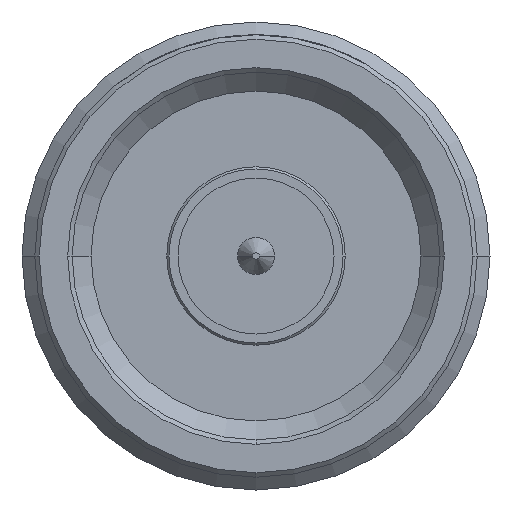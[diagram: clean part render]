
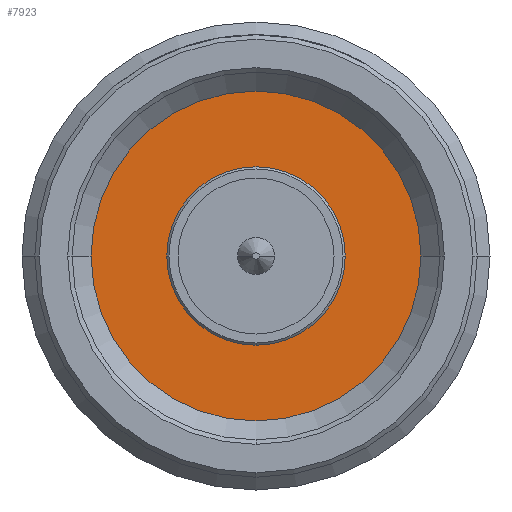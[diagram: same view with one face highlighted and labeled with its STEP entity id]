
A CAD part, left-side view. The second image highlights one B-rep face of the part: STEP entity #7923.
In plain terms, the highlighted planar face has unit normal (-1, 0, 0).
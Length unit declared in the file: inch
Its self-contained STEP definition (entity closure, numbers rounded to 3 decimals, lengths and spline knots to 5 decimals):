
#102 = ORIENTED_EDGE ( 'NONE', *, *, #3883, .T. ) ;
#322 = CARTESIAN_POINT ( 'NONE',  ( 0.44094, 0., 0. ) ) ;
#947 = FACE_BOUND ( 'NONE', #1640, .T. ) ;
#1041 = VERTEX_POINT ( 'NONE', #6526 ) ;
#1166 = EDGE_CURVE ( 'NONE', #1041, #6190, #6048, .T. ) ;
#1480 = ORIENTED_EDGE ( 'NONE', *, *, #6834, .F. ) ;
#1640 = EDGE_LOOP ( 'NONE', ( #4111, #102 ) ) ;
#1716 = CARTESIAN_POINT ( 'NONE',  ( 0.44094, 0.15768, 0. ) ) ;
#2383 = DIRECTION ( 'NONE',  ( 1., 0., 0. ) ) ;
#2486 = EDGE_LOOP ( 'NONE', ( #1480, #3375 ) ) ;
#2761 = DIRECTION ( 'NONE',  ( 0., 1., 0. ) ) ;
#2906 = CARTESIAN_POINT ( 'NONE',  ( 0.44094, -0.15768, 0. ) ) ;
#3291 = FACE_OUTER_BOUND ( 'NONE', #2486, .T. ) ;
#3375 = ORIENTED_EDGE ( 'NONE', *, *, #1166, .T. ) ;
#3406 = DIRECTION ( 'NONE',  ( -1., 0., 0. ) ) ;
#3436 = AXIS2_PLACEMENT_3D ( 'NONE', #7026, #5246, #2761 ) ;
#3507 = CARTESIAN_POINT ( 'NONE',  ( 0.44094, -0.34843, 0. ) ) ;
#3595 = DIRECTION ( 'NONE',  ( 0., 1., 0. ) ) ;
#3883 = EDGE_CURVE ( 'NONE', #7652, #7246, #6257, .T. ) ;
#3997 = AXIS2_PLACEMENT_3D ( 'NONE', #6475, #3406, #7643 ) ;
#4111 = ORIENTED_EDGE ( 'NONE', *, *, #6501, .F. ) ;
#4539 = CARTESIAN_POINT ( 'NONE',  ( 0.44094, 0., 0. ) ) ;
#4696 = DIRECTION ( 'NONE',  ( -1., 0., 0. ) ) ;
#5246 = DIRECTION ( 'NONE',  ( 1., 0., 0. ) ) ;
#5603 = AXIS2_PLACEMENT_3D ( 'NONE', #322, #2383, #3595 ) ;
#5783 = DIRECTION ( 'NONE',  ( -1., 0., 0. ) ) ;
#5821 = CARTESIAN_POINT ( 'NONE',  ( 0.44094, 0., 0. ) ) ;
#5859 = DIRECTION ( 'NONE',  ( 0., 0., 1. ) ) ;
#5864 = CIRCLE ( 'NONE', #7288, 0.15768 ) ;
#6048 = CIRCLE ( 'NONE', #3997, 0.34843 ) ;
#6190 = VERTEX_POINT ( 'NONE', #3507 ) ;
#6257 = CIRCLE ( 'NONE', #5603, 0.15768 ) ;
#6475 = CARTESIAN_POINT ( 'NONE',  ( 0.44094, 0., 0. ) ) ;
#6501 = EDGE_CURVE ( 'NONE', #7652, #7246, #5864, .T. ) ;
#6521 = DIRECTION ( 'NONE',  ( 0., 1., 0. ) ) ;
#6526 = CARTESIAN_POINT ( 'NONE',  ( 0.44094, 0.34843, 0. ) ) ;
#6834 = EDGE_CURVE ( 'NONE', #1041, #6190, #7297, .T. ) ;
#6929 = PLANE ( 'NONE',  #7936 ) ;
#7026 = CARTESIAN_POINT ( 'NONE',  ( 0.44094, 0., 0. ) ) ;
#7246 = VERTEX_POINT ( 'NONE', #2906 ) ;
#7288 = AXIS2_PLACEMENT_3D ( 'NONE', #4539, #4696, #6521 ) ;
#7297 = CIRCLE ( 'NONE', #3436, 0.34843 ) ;
#7643 = DIRECTION ( 'NONE',  ( 0., 1., 0. ) ) ;
#7652 = VERTEX_POINT ( 'NONE', #1716 ) ;
#7923 = ADVANCED_FACE ( 'NONE', ( #947, #3291 ), #6929, .T. ) ;
#7936 = AXIS2_PLACEMENT_3D ( 'NONE', #5821, #5783, #5859 ) ;
